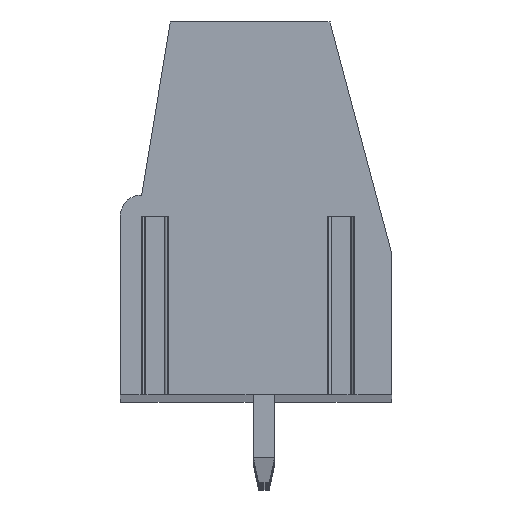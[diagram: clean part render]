
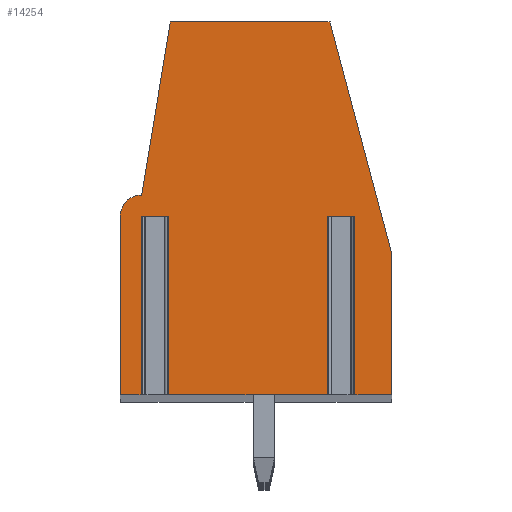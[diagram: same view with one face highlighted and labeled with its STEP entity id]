
A CAD part, top view. The second image highlights one B-rep face of the part: STEP entity #14254.
In plain terms, the highlighted planar face has unit normal (0, 0, 1).
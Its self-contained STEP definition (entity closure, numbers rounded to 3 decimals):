
#35=DIRECTION('',(1.,0.,0.));
#36=VECTOR('',#35,0.958);
#37=CARTESIAN_POINT('',(-3.979,1.095,161.25));
#38=LINE('',#37,#36);
#39=DIRECTION('',(0.,1.,0.));
#40=VECTOR('',#39,6.7);
#41=CARTESIAN_POINT('',(-3.979,-5.605,161.25));
#42=LINE('',#41,#40);
#43=DIRECTION('',(-1.,0.,0.));
#44=VECTOR('',#43,0.821);
#45=CARTESIAN_POINT('',(-3.979,-5.605,161.25));
#46=LINE('',#45,#44);
#47=DIRECTION('',(0.,1.,0.));
#48=VECTOR('',#47,6.7);
#49=CARTESIAN_POINT('',(-4.8,-5.605,161.25));
#50=LINE('',#49,#48);
#51=CARTESIAN_POINT('',(-4.,1.095,161.25));
#52=DIRECTION('',(0.,0.,-1.));
#53=DIRECTION('',(-1.,0.,0.));
#54=AXIS2_PLACEMENT_3D('',#51,#52,#53);
#56=DIRECTION('',(0.164,0.986,0.));
#57=VECTOR('',#56,6.589);
#58=CARTESIAN_POINT('',(-3.999,1.895,161.25));
#59=LINE('',#58,#57);
#60=DIRECTION('',(1.,0.,0.));
#61=VECTOR('',#60,6.);
#62=CARTESIAN_POINT('',(-2.92,8.395,161.25));
#63=LINE('',#62,#61);
#64=DIRECTION('',(0.258,-0.966,0.));
#65=VECTOR('',#64,9.004);
#66=CARTESIAN_POINT('',(3.08,8.395,161.25));
#67=LINE('',#66,#65);
#68=DIRECTION('',(0.,-1.,0.));
#69=VECTOR('',#68,5.3);
#70=CARTESIAN_POINT('',(5.4,-0.305,161.25));
#71=LINE('',#70,#69);
#72=DIRECTION('',(-1.,0.,0.));
#73=VECTOR('',#72,1.421);
#74=CARTESIAN_POINT('',(5.4,-5.605,161.25));
#75=LINE('',#74,#73);
#76=DIRECTION('',(0.,1.,0.));
#77=VECTOR('',#76,6.7);
#78=CARTESIAN_POINT('',(3.979,-5.605,161.25));
#79=LINE('',#78,#77);
#80=DIRECTION('',(1.,0.,0.));
#81=VECTOR('',#80,0.958);
#82=CARTESIAN_POINT('',(3.021,1.095,161.25));
#83=LINE('',#82,#81);
#84=DIRECTION('',(0.,1.,0.));
#85=VECTOR('',#84,6.7);
#86=CARTESIAN_POINT('',(3.021,-5.605,161.25));
#87=LINE('',#86,#85);
#88=DIRECTION('',(-1.,0.,0.));
#89=VECTOR('',#88,6.042);
#90=CARTESIAN_POINT('',(3.021,-5.605,161.25));
#91=LINE('',#90,#89);
#92=DIRECTION('',(0.,1.,0.));
#93=VECTOR('',#92,6.7);
#94=CARTESIAN_POINT('',(-3.021,-5.605,161.25));
#95=LINE('',#94,#93);
#11085=CARTESIAN_POINT('',(-3.999,1.895,161.25));
#11086=CARTESIAN_POINT('',(-2.92,8.395,161.25));
#11087=VERTEX_POINT('',#11085);
#11088=VERTEX_POINT('',#11086);
#11089=CARTESIAN_POINT('',(-4.8,1.095,161.25));
#11090=VERTEX_POINT('',#11089);
#11091=CARTESIAN_POINT('',(-4.8,-5.605,161.25));
#11092=VERTEX_POINT('',#11091);
#11093=CARTESIAN_POINT('',(5.4,-0.305,161.25));
#11094=CARTESIAN_POINT('',(5.4,-5.605,161.25));
#11095=VERTEX_POINT('',#11093);
#11096=VERTEX_POINT('',#11094);
#11097=CARTESIAN_POINT('',(3.08,8.395,161.25));
#11098=VERTEX_POINT('',#11097);
#11185=CARTESIAN_POINT('',(-3.979,1.095,161.25));
#11186=CARTESIAN_POINT('',(-3.021,1.095,161.25));
#11187=VERTEX_POINT('',#11185);
#11188=VERTEX_POINT('',#11186);
#11189=CARTESIAN_POINT('',(3.021,1.095,161.25));
#11190=CARTESIAN_POINT('',(3.979,1.095,161.25));
#11191=VERTEX_POINT('',#11189);
#11192=VERTEX_POINT('',#11190);
#11193=CARTESIAN_POINT('',(3.021,-5.605,161.25));
#11194=VERTEX_POINT('',#11193);
#11195=CARTESIAN_POINT('',(3.979,-5.605,161.25));
#11196=VERTEX_POINT('',#11195);
#11197=CARTESIAN_POINT('',(-3.979,-5.605,161.25));
#11198=VERTEX_POINT('',#11197);
#11199=CARTESIAN_POINT('',(-3.021,-5.605,161.25));
#11200=VERTEX_POINT('',#11199);
#14217=CARTESIAN_POINT('',(0.,0.,161.25));
#14218=DIRECTION('',(0.,0.,1.));
#14219=DIRECTION('',(1.,0.,0.));
#14220=AXIS2_PLACEMENT_3D('',#14217,#14218,#14219);
#14221=PLANE('',#14220);
#14223=ORIENTED_EDGE('',*,*,#14222,.F.);
#14225=ORIENTED_EDGE('',*,*,#14224,.F.);
#14227=ORIENTED_EDGE('',*,*,#14226,.T.);
#14229=ORIENTED_EDGE('',*,*,#14228,.T.);
#14231=ORIENTED_EDGE('',*,*,#14230,.T.);
#14233=ORIENTED_EDGE('',*,*,#14232,.T.);
#14235=ORIENTED_EDGE('',*,*,#14234,.T.);
#14237=ORIENTED_EDGE('',*,*,#14236,.T.);
#14239=ORIENTED_EDGE('',*,*,#14238,.T.);
#14241=ORIENTED_EDGE('',*,*,#14240,.T.);
#14243=ORIENTED_EDGE('',*,*,#14242,.T.);
#14245=ORIENTED_EDGE('',*,*,#14244,.F.);
#14247=ORIENTED_EDGE('',*,*,#14246,.F.);
#14249=ORIENTED_EDGE('',*,*,#14248,.T.);
#14251=ORIENTED_EDGE('',*,*,#14250,.T.);
#14252=EDGE_LOOP('',(#14223,#14225,#14227,#14229,#14231,#14233,#14235,#14237,
#14239,#14241,#14243,#14245,#14247,#14249,#14251));
#14253=FACE_OUTER_BOUND('',#14252,.F.);
#55=CIRCLE('',#54,0.8);
#14222=EDGE_CURVE('',#11187,#11188,#38,.T.);
#14224=EDGE_CURVE('',#11198,#11187,#42,.T.);
#14226=EDGE_CURVE('',#11198,#11092,#46,.T.);
#14228=EDGE_CURVE('',#11092,#11090,#50,.T.);
#14230=EDGE_CURVE('',#11090,#11087,#55,.T.);
#14232=EDGE_CURVE('',#11087,#11088,#59,.T.);
#14234=EDGE_CURVE('',#11088,#11098,#63,.T.);
#14236=EDGE_CURVE('',#11098,#11095,#67,.T.);
#14238=EDGE_CURVE('',#11095,#11096,#71,.T.);
#14240=EDGE_CURVE('',#11096,#11196,#75,.T.);
#14242=EDGE_CURVE('',#11196,#11192,#79,.T.);
#14244=EDGE_CURVE('',#11191,#11192,#83,.T.);
#14246=EDGE_CURVE('',#11194,#11191,#87,.T.);
#14248=EDGE_CURVE('',#11194,#11200,#91,.T.);
#14250=EDGE_CURVE('',#11200,#11188,#95,.T.);
#14254=ADVANCED_FACE('',(#14253),#14221,.T.);
